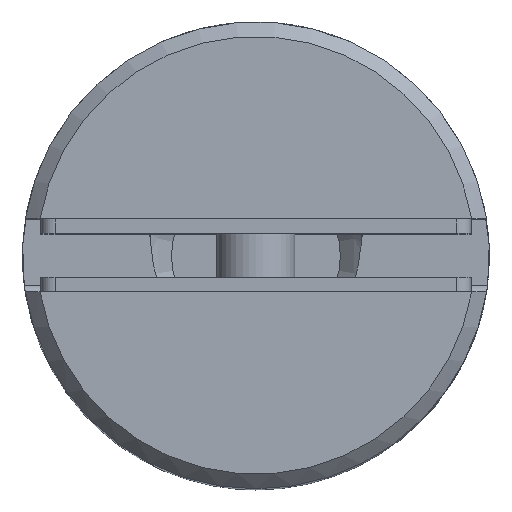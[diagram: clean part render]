
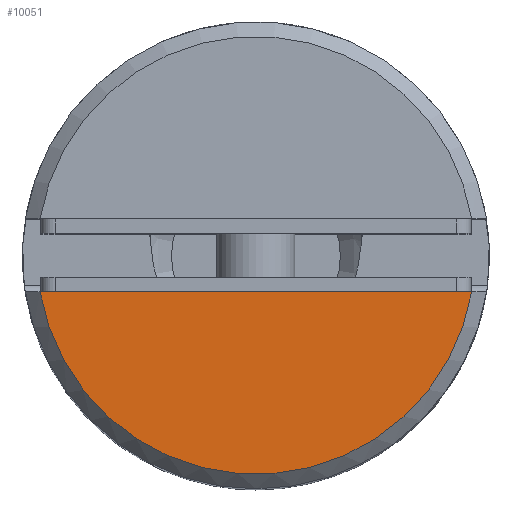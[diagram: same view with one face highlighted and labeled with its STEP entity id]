
A CAD part, top view. The second image highlights one B-rep face of the part: STEP entity #10051.
In plain terms, the highlighted planar face has unit normal (0, 0, 1).
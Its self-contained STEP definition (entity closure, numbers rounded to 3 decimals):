
#1335 = CARTESIAN_POINT ( 'NONE',  ( 14.79, -2.5, 40. ) ) ;
#1556 = EDGE_CURVE ( 'NONE', #3950, #2369, #4662, .T. ) ;
#2002 = FACE_OUTER_BOUND ( 'NONE', #11944, .T. ) ;
#2369 = VERTEX_POINT ( 'NONE', #18210 ) ;
#3950 = VERTEX_POINT ( 'NONE', #1335 ) ;
#4662 = LINE ( 'NONE', #7841, #7721 ) ;
#6270 = CARTESIAN_POINT ( 'NONE',  ( 0., 0., 40. ) ) ;
#6564 = EDGE_CURVE ( 'NONE', #2369, #3950, #17556, .T. ) ;
#7006 = DIRECTION ( 'NONE',  ( -1., 0., 0. ) ) ;
#7721 = VECTOR ( 'NONE', #20883, 1000. ) ;
#7828 = DIRECTION ( 'NONE',  ( -1., 0., 0. ) ) ;
#7841 = CARTESIAN_POINT ( 'NONE',  ( 15.803, -2.5, 40. ) ) ;
#8388 = ORIENTED_EDGE ( 'NONE', *, *, #6564, .T. ) ;
#8687 = AXIS2_PLACEMENT_3D ( 'NONE', #16738, #10114, #7006 ) ;
#10051 = ADVANCED_FACE ( 'NONE', ( #2002 ), #15802, .F. ) ;
#10114 = DIRECTION ( 'NONE',  ( 0., 0., 1. ) ) ;
#11678 = AXIS2_PLACEMENT_3D ( 'NONE', #6270, #17436, #7828 ) ;
#11944 = EDGE_LOOP ( 'NONE', ( #15098, #8388 ) ) ;
#15098 = ORIENTED_EDGE ( 'NONE', *, *, #1556, .T. ) ;
#15802 = PLANE ( 'NONE',  #11678 ) ;
#16738 = CARTESIAN_POINT ( 'NONE',  ( 0., 0., 40. ) ) ;
#17436 = DIRECTION ( 'NONE',  ( 0., 0., -1. ) ) ;
#17556 = CIRCLE ( 'NONE', #8687, 15. ) ;
#18210 = CARTESIAN_POINT ( 'NONE',  ( -14.79, -2.5, 40. ) ) ;
#20883 = DIRECTION ( 'NONE',  ( -1., 0., 0. ) ) ;
